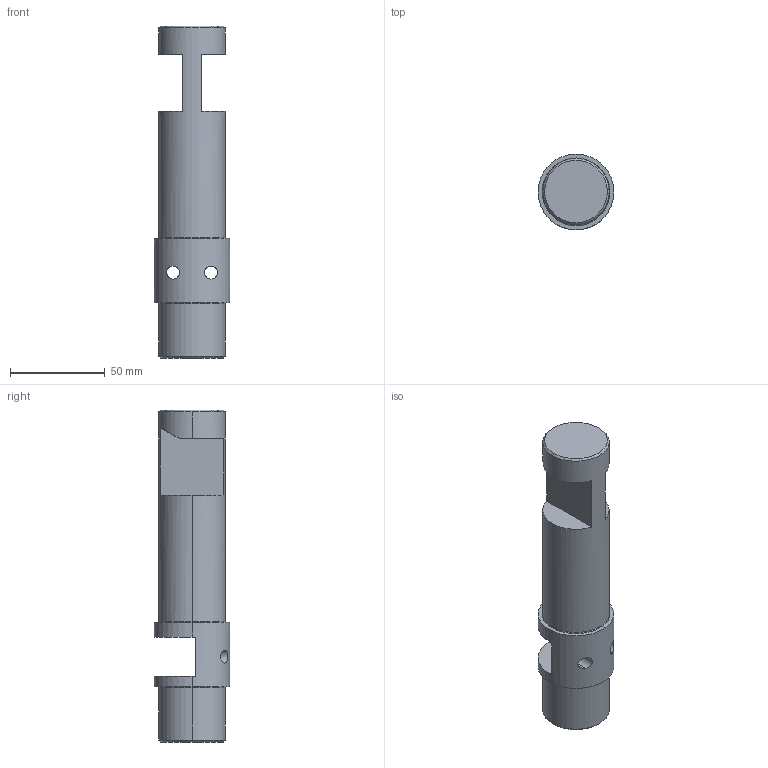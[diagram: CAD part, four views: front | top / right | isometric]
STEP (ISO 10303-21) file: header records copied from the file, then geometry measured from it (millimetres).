
FILE_DESCRIPTION (( 'STEP AP203' ), '1' );
FILE_NAME ('GUS-P1501_AXE_21122020.STEP', '2020-12-21T15:33:40', ( '' ), ( '' ), 'SwSTEP 2.0', 'SolidWorks 2020', '' );
FILE_SCHEMA (( 'CONFIG_CONTROL_DESIGN' ));
Length unit declared in the file: millimetre
Products named in the file (1): GUS-P1501_AXE_21122020
Bounding box: 40 x 40 x 175 mm (x, y, z)
Volume: 143364.7 mm3; surface area: 24347.2 mm2
Topology: 1 solids, 1 shells, 42 faces, 102 edges, 63 vertices
Faces by surface type: cylinder 15, plane 15, cone 8, torus 4
Entity records: 1531 total; most frequent: CARTESIAN_POINT 446, DIRECTION 224, ORIENTED_EDGE 200, EDGE_CURVE 100, AXIS2_PLACEMENT_3D 91, VERTEX_POINT 63, EDGE_LOOP 51, CIRCLE 48
